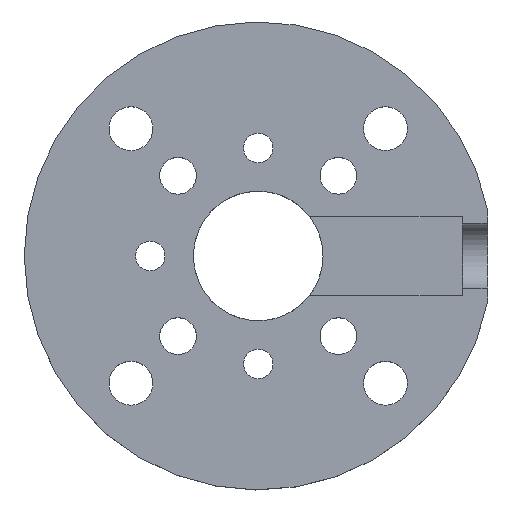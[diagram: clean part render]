
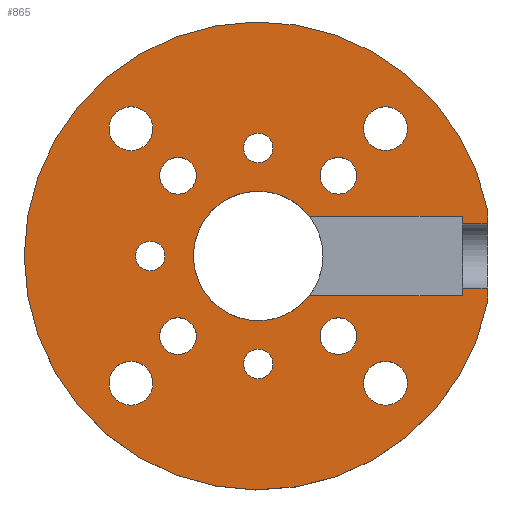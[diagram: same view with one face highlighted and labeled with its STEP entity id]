
A CAD part, top view. The second image highlights one B-rep face of the part: STEP entity #865.
In plain terms, the highlighted planar face has unit normal (0, 0, 1).
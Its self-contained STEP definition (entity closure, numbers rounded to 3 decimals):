
#15=FACE_BOUND('',#152,.T.);
#16=FACE_BOUND('',#153,.T.);
#17=FACE_BOUND('',#154,.T.);
#18=FACE_BOUND('',#155,.T.);
#19=FACE_BOUND('',#156,.T.);
#20=FACE_BOUND('',#157,.T.);
#21=FACE_BOUND('',#158,.T.);
#22=FACE_BOUND('',#159,.T.);
#23=FACE_BOUND('',#160,.T.);
#24=FACE_BOUND('',#161,.T.);
#25=FACE_BOUND('',#162,.T.);
#61=CIRCLE('',#923,2.05);
#63=CIRCLE('',#926,3.05);
#65=CIRCLE('',#929,3.05);
#67=CIRCLE('',#932,2.05);
#69=CIRCLE('',#935,2.55);
#71=CIRCLE('',#938,2.55);
#73=CIRCLE('',#941,2.55);
#75=CIRCLE('',#944,2.05);
#77=CIRCLE('',#947,3.05);
#79=CIRCLE('',#950,2.55);
#81=CIRCLE('',#953,3.05);
#85=CIRCLE('',#961,32.5);
#86=CIRCLE('',#962,9.);
#107=FACE_OUTER_BOUND('',#151,.T.);
#151=EDGE_LOOP('',(#654,#655,#656,#657,#658,#659,#660,#661,#662,#663,#664,
#665,#666,#667));
#152=EDGE_LOOP('',(#668));
#153=EDGE_LOOP('',(#669));
#154=EDGE_LOOP('',(#670));
#155=EDGE_LOOP('',(#671));
#156=EDGE_LOOP('',(#672));
#157=EDGE_LOOP('',(#673));
#158=EDGE_LOOP('',(#674));
#159=EDGE_LOOP('',(#675));
#160=EDGE_LOOP('',(#676));
#161=EDGE_LOOP('',(#677));
#162=EDGE_LOOP('',(#678));
#203=LINE('',#1236,#291);
#207=LINE('',#1245,#295);
#212=LINE('',#1254,#300);
#213=LINE('',#1257,#301);
#225=LINE('',#1330,#313);
#226=LINE('',#1333,#314);
#227=LINE('',#1336,#315);
#228=LINE('',#1339,#316);
#229=LINE('',#1342,#317);
#230=LINE('',#1345,#318);
#231=LINE('',#1348,#319);
#232=LINE('',#1351,#320);
#291=VECTOR('',#994,10.);
#295=VECTOR('',#1000,10.);
#300=VECTOR('',#1007,10.);
#301=VECTOR('',#1010,10.);
#313=VECTOR('',#1096,10.);
#314=VECTOR('',#1099,10.);
#315=VECTOR('',#1102,10.);
#316=VECTOR('',#1105,10.);
#317=VECTOR('',#1108,10.);
#318=VECTOR('',#1111,10.);
#319=VECTOR('',#1114,10.);
#320=VECTOR('',#1117,10.);
#379=VERTEX_POINT('',#1234);
#380=VERTEX_POINT('',#1235);
#383=VERTEX_POINT('',#1243);
#384=VERTEX_POINT('',#1244);
#387=VERTEX_POINT('',#1253);
#388=VERTEX_POINT('',#1255);
#391=VERTEX_POINT('',#1265);
#393=VERTEX_POINT('',#1271);
#395=VERTEX_POINT('',#1277);
#397=VERTEX_POINT('',#1283);
#399=VERTEX_POINT('',#1289);
#401=VERTEX_POINT('',#1295);
#403=VERTEX_POINT('',#1301);
#405=VERTEX_POINT('',#1307);
#407=VERTEX_POINT('',#1313);
#409=VERTEX_POINT('',#1319);
#411=VERTEX_POINT('',#1325);
#412=VERTEX_POINT('',#1329);
#413=VERTEX_POINT('',#1331);
#414=VERTEX_POINT('',#1335);
#415=VERTEX_POINT('',#1337);
#416=VERTEX_POINT('',#1341);
#417=VERTEX_POINT('',#1343);
#418=VERTEX_POINT('',#1347);
#419=VERTEX_POINT('',#1349);
#459=EDGE_CURVE('',#379,#380,#203,.T.);
#463=EDGE_CURVE('',#383,#384,#207,.T.);
#468=EDGE_CURVE('',#387,#383,#212,.T.);
#470=EDGE_CURVE('',#380,#388,#213,.T.);
#475=EDGE_CURVE('',#391,#391,#61,.T.);
#478=EDGE_CURVE('',#393,#393,#63,.T.);
#481=EDGE_CURVE('',#395,#395,#65,.T.);
#484=EDGE_CURVE('',#397,#397,#67,.T.);
#487=EDGE_CURVE('',#399,#399,#69,.T.);
#490=EDGE_CURVE('',#401,#401,#71,.T.);
#493=EDGE_CURVE('',#403,#403,#73,.T.);
#496=EDGE_CURVE('',#405,#405,#75,.T.);
#499=EDGE_CURVE('',#407,#407,#77,.T.);
#502=EDGE_CURVE('',#409,#409,#79,.T.);
#505=EDGE_CURVE('',#411,#411,#81,.T.);
#506=EDGE_CURVE('',#387,#412,#225,.T.);
#508=EDGE_CURVE('',#413,#388,#226,.T.);
#509=EDGE_CURVE('',#412,#414,#227,.T.);
#511=EDGE_CURVE('',#413,#415,#228,.T.);
#512=EDGE_CURVE('',#414,#416,#229,.T.);
#514=EDGE_CURVE('',#417,#415,#230,.T.);
#515=EDGE_CURVE('',#418,#417,#231,.T.);
#516=EDGE_CURVE('',#419,#418,#85,.T.);
#517=EDGE_CURVE('',#416,#419,#232,.T.);
#518=EDGE_CURVE('',#384,#379,#86,.T.);
#654=ORIENTED_EDGE('',*,*,#508,.F.);
#655=ORIENTED_EDGE('',*,*,#511,.T.);
#656=ORIENTED_EDGE('',*,*,#514,.F.);
#657=ORIENTED_EDGE('',*,*,#515,.F.);
#658=ORIENTED_EDGE('',*,*,#516,.F.);
#659=ORIENTED_EDGE('',*,*,#517,.F.);
#660=ORIENTED_EDGE('',*,*,#512,.F.);
#661=ORIENTED_EDGE('',*,*,#509,.F.);
#662=ORIENTED_EDGE('',*,*,#506,.F.);
#663=ORIENTED_EDGE('',*,*,#468,.T.);
#664=ORIENTED_EDGE('',*,*,#463,.T.);
#665=ORIENTED_EDGE('',*,*,#518,.T.);
#666=ORIENTED_EDGE('',*,*,#459,.T.);
#667=ORIENTED_EDGE('',*,*,#470,.T.);
#668=ORIENTED_EDGE('',*,*,#475,.T.);
#669=ORIENTED_EDGE('',*,*,#478,.T.);
#670=ORIENTED_EDGE('',*,*,#481,.T.);
#671=ORIENTED_EDGE('',*,*,#484,.T.);
#672=ORIENTED_EDGE('',*,*,#487,.T.);
#673=ORIENTED_EDGE('',*,*,#490,.T.);
#674=ORIENTED_EDGE('',*,*,#493,.T.);
#675=ORIENTED_EDGE('',*,*,#496,.T.);
#676=ORIENTED_EDGE('',*,*,#499,.T.);
#677=ORIENTED_EDGE('',*,*,#502,.T.);
#678=ORIENTED_EDGE('',*,*,#505,.T.);
#823=PLANE('',#960);
#865=ADVANCED_FACE('',(#107,#15,#16,#17,#18,#19,#20,#21,#22,#23,#24,#25),
#823,.T.);
#923=AXIS2_PLACEMENT_3D('',#1267,#1022,#1023);
#926=AXIS2_PLACEMENT_3D('',#1273,#1029,#1030);
#929=AXIS2_PLACEMENT_3D('',#1279,#1036,#1037);
#932=AXIS2_PLACEMENT_3D('',#1285,#1043,#1044);
#935=AXIS2_PLACEMENT_3D('',#1291,#1050,#1051);
#938=AXIS2_PLACEMENT_3D('',#1297,#1057,#1058);
#941=AXIS2_PLACEMENT_3D('',#1303,#1064,#1065);
#944=AXIS2_PLACEMENT_3D('',#1309,#1071,#1072);
#947=AXIS2_PLACEMENT_3D('',#1315,#1078,#1079);
#950=AXIS2_PLACEMENT_3D('',#1321,#1085,#1086);
#953=AXIS2_PLACEMENT_3D('',#1327,#1092,#1093);
#960=AXIS2_PLACEMENT_3D('',#1346,#1112,#1113);
#961=AXIS2_PLACEMENT_3D('',#1350,#1115,#1116);
#962=AXIS2_PLACEMENT_3D('',#1352,#1118,#1119);
#994=DIRECTION('',(1.,0.,0.));
#1000=DIRECTION('',(-1.,0.,0.));
#1007=DIRECTION('',(0.,-1.,0.));
#1010=DIRECTION('',(0.,-1.,0.));
#1022=DIRECTION('center_axis',(0.,0.,-1.));
#1023=DIRECTION('ref_axis',(-1.,0.,0.));
#1029=DIRECTION('center_axis',(0.,0.,-1.));
#1030=DIRECTION('ref_axis',(-1.,0.,0.));
#1036=DIRECTION('center_axis',(0.,0.,-1.));
#1037=DIRECTION('ref_axis',(-1.,0.,0.));
#1043=DIRECTION('center_axis',(0.,0.,-1.));
#1044=DIRECTION('ref_axis',(-1.,0.,0.));
#1050=DIRECTION('center_axis',(0.,0.,-1.));
#1051=DIRECTION('ref_axis',(-1.,0.,0.));
#1057=DIRECTION('center_axis',(0.,0.,-1.));
#1058=DIRECTION('ref_axis',(-1.,0.,0.));
#1064=DIRECTION('center_axis',(0.,0.,-1.));
#1065=DIRECTION('ref_axis',(-1.,0.,0.));
#1071=DIRECTION('center_axis',(0.,0.,-1.));
#1072=DIRECTION('ref_axis',(-1.,0.,0.));
#1078=DIRECTION('center_axis',(0.,0.,-1.));
#1079=DIRECTION('ref_axis',(-1.,0.,0.));
#1085=DIRECTION('center_axis',(0.,0.,-1.));
#1086=DIRECTION('ref_axis',(-1.,0.,0.));
#1092=DIRECTION('center_axis',(0.,0.,-1.));
#1093=DIRECTION('ref_axis',(-1.,0.,0.));
#1096=DIRECTION('',(0.707,0.707,0.));
#1099=DIRECTION('',(-0.707,0.707,0.));
#1102=DIRECTION('',(1.,0.,0.));
#1105=DIRECTION('',(1.,0.,0.));
#1108=DIRECTION('',(0.707,-0.707,0.));
#1111=DIRECTION('',(-0.707,-0.707,0.));
#1112=DIRECTION('center_axis',(0.,0.,1.));
#1113=DIRECTION('ref_axis',(1.,0.,0.));
#1114=DIRECTION('',(0.,-1.,0.));
#1115=DIRECTION('center_axis',(0.,0.,-1.));
#1116=DIRECTION('ref_axis',(-1.,0.,0.));
#1117=DIRECTION('',(0.,-1.,0.));
#1118=DIRECTION('center_axis',(0.,0.,-1.));
#1119=DIRECTION('ref_axis',(-1.,0.,0.));
#1234=CARTESIAN_POINT('',(7.124,5.5,7.5));
#1235=CARTESIAN_POINT('',(28.334,5.5,7.5));
#1236=CARTESIAN_POINT('',(7.124,5.5,7.5));
#1243=CARTESIAN_POINT('',(28.334,-5.5,7.5));
#1244=CARTESIAN_POINT('',(7.124,-5.5,7.5));
#1245=CARTESIAN_POINT('',(28.334,-5.5,7.5));
#1253=CARTESIAN_POINT('',(28.334,-4.65,7.5));
#1254=CARTESIAN_POINT('',(28.334,9.,7.5));
#1255=CARTESIAN_POINT('',(28.334,4.65,7.5));
#1257=CARTESIAN_POINT('',(28.334,9.,7.5));
#1265=CARTESIAN_POINT('',(-12.95,0.,7.5));
#1267=CARTESIAN_POINT('Origin',(-15.,0.,7.5));
#1271=CARTESIAN_POINT('',(20.728,-17.678,7.5));
#1273=CARTESIAN_POINT('Origin',(17.678,-17.678,7.5));
#1277=CARTESIAN_POINT('',(-14.628,17.678,7.5));
#1279=CARTESIAN_POINT('Origin',(-17.678,17.678,7.5));
#1283=CARTESIAN_POINT('',(2.05,15.,7.5));
#1285=CARTESIAN_POINT('Origin',(0.,15.,7.5));
#1289=CARTESIAN_POINT('',(-8.587,-11.137,7.5));
#1291=CARTESIAN_POINT('Origin',(-11.137,-11.137,7.5));
#1295=CARTESIAN_POINT('',(13.687,-11.137,7.5));
#1297=CARTESIAN_POINT('Origin',(11.137,-11.137,7.5));
#1301=CARTESIAN_POINT('',(13.687,11.137,7.5));
#1303=CARTESIAN_POINT('Origin',(11.137,11.137,7.5));
#1307=CARTESIAN_POINT('',(2.05,-15.,7.5));
#1309=CARTESIAN_POINT('Origin',(0.,-15.,7.5));
#1313=CARTESIAN_POINT('',(-14.628,-17.678,7.5));
#1315=CARTESIAN_POINT('Origin',(-17.678,-17.678,7.5));
#1319=CARTESIAN_POINT('',(-8.587,11.137,7.5));
#1321=CARTESIAN_POINT('Origin',(-11.137,11.137,7.5));
#1325=CARTESIAN_POINT('',(20.728,17.678,7.5));
#1327=CARTESIAN_POINT('Origin',(17.678,17.678,7.5));
#1329=CARTESIAN_POINT('',(28.434,-4.55,7.5));
#1330=CARTESIAN_POINT('',(28.384,-4.6,7.5));
#1331=CARTESIAN_POINT('',(28.434,4.55,7.5));
#1333=CARTESIAN_POINT('',(28.384,4.6,7.5));
#1335=CARTESIAN_POINT('',(31.784,-4.55,7.5));
#1336=CARTESIAN_POINT('',(28.334,-4.55,7.5));
#1337=CARTESIAN_POINT('',(31.784,4.55,7.5));
#1339=CARTESIAN_POINT('',(28.334,4.55,7.5));
#1341=CARTESIAN_POINT('',(31.884,-4.65,7.5));
#1342=CARTESIAN_POINT('',(31.834,-4.6,7.5));
#1343=CARTESIAN_POINT('',(31.884,4.65,7.5));
#1345=CARTESIAN_POINT('',(31.834,4.6,7.5));
#1346=CARTESIAN_POINT('Origin',(0.,0.,7.5));
#1347=CARTESIAN_POINT('',(31.884,6.3,7.5));
#1348=CARTESIAN_POINT('',(31.884,9.,7.5));
#1349=CARTESIAN_POINT('',(31.884,-6.3,7.5));
#1350=CARTESIAN_POINT('Origin',(0.,0.,7.5));
#1351=CARTESIAN_POINT('',(31.884,9.,7.5));
#1352=CARTESIAN_POINT('Origin',(0.,0.,7.5));
